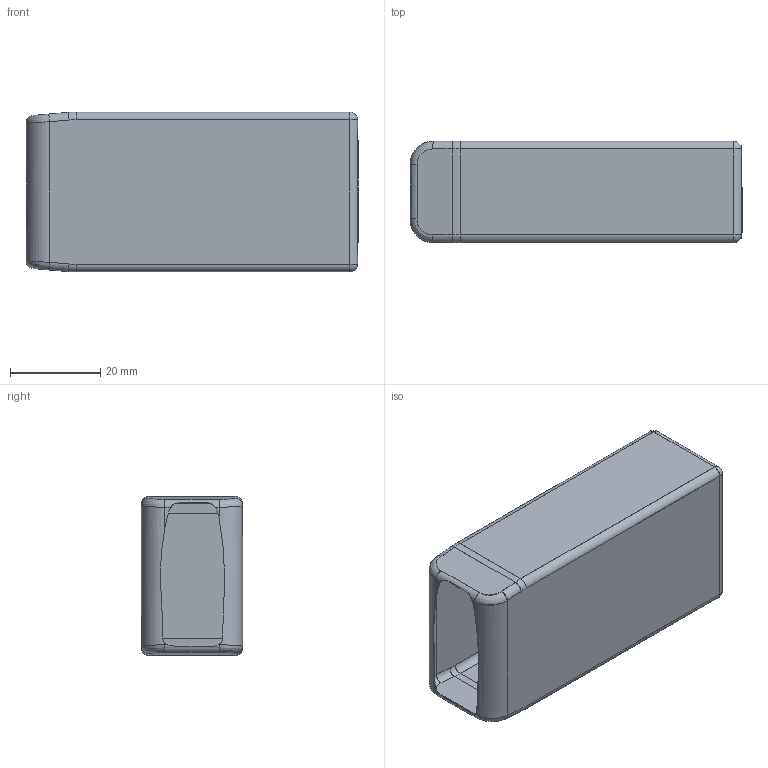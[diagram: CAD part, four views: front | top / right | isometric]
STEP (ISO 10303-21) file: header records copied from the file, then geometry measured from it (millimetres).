
FILE_DESCRIPTION (( 'STEP AP203' ), '1' );
FILE_NAME ('FUNDA 13_Predeterminado_sldprt.STEP', '2022-02-13T10:50:26', ( '' ), ( '' ), 'SwSTEP 2.0', 'SolidWorks 2020', '' );
FILE_SCHEMA (( 'CONFIG_CONTROL_DESIGN' ));
Length unit declared in the file: millimetre
Products named in the file (1): FUNDA 13_Predeterminado_sldprt
Bounding box: 73.5 x 22.4 x 35.4 mm (x, y, z)
Volume: 1861.1 mm3; surface area: 19216 mm2
Topology: 2 solids, 2 shells, 367 faces, 909 edges, 582 vertices
Faces by surface type: plane 209, bspline 102, cylinder 40, torus 8, sphere 8
Entity records: 16606 total; most frequent: CARTESIAN_POINT 8565, ORIENTED_EDGE 1802, DIRECTION 1293, EDGE_CURVE 901, LINE 601, VECTOR 601, VERTEX_POINT 582, EDGE_LOOP 411
